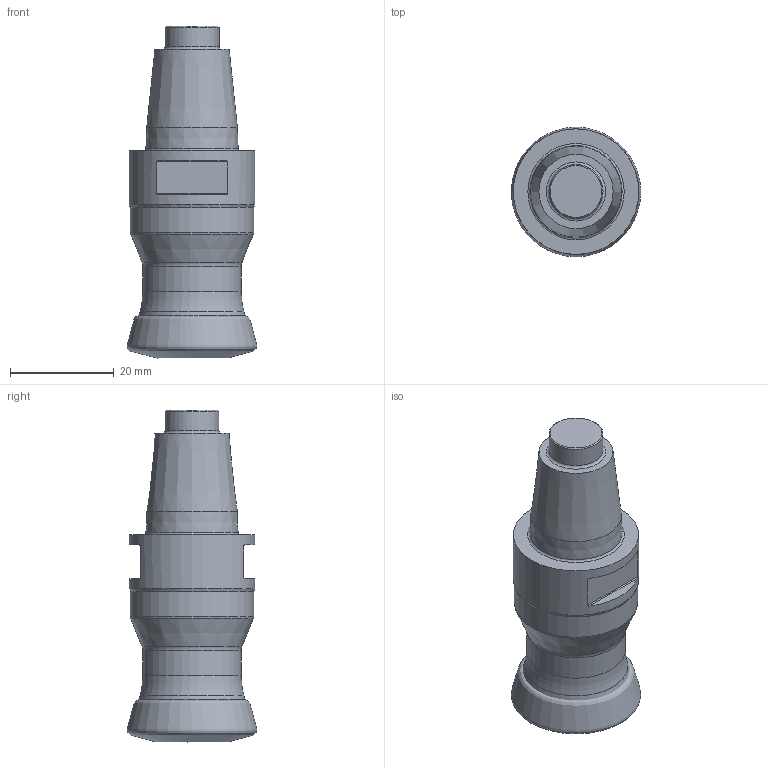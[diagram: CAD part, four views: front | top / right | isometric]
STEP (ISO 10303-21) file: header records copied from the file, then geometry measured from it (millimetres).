
FILE_DESCRIPTION(/* description */ (''),/* implementation_level */ '2;1');
FILE_NAME(/* name */ 'toolassembly_1.stp',/* time_stamp */ '2018-10-19T14:07:51+02:00',/* author */ (''),/* organization */ ('SMS'),/* preprocessor_version */ 'ST-DEVELOPER v15',/* originating_system */ 'SIEMENS PLM Software NX 8.5',/* authorisation */ '');
FILE_SCHEMA (('AUTOMOTIVE_DESIGN { 1 0 10303 214 3 1 1 1 }'));
Length unit declared in the file: millimetre
Products named in the file (4): ASSEMBLY_CONSTRUCTION; CUT_20181019140552; NOCUT_20181019140549; TOOLASSEMBLY_1
Assembly tree (3 placements, depth 2):
  TOOLASSEMBLY_1
    NOCUT_20181019140549
    CUT_20181019140552
    ASSEMBLY_CONSTRUCTION
Bounding box: 24.99 x 24.98 x 64 mm (x, y, z)
Volume: 21685.4 mm3; surface area: 6070.1 mm2
Topology: 2 solids, 2 shells, 32 faces, 70 edges, 53 vertices
Faces by surface type: plane 10, cylinder 8, torus 7, cone 6, bspline 1
Full cylindrical faces by diameter (mm): 10.4 x1, 19 x1, 23.8 x1, 24.2 x1
Entity records: 3907 total; most frequent: CARTESIAN_POINT 3114, DIRECTION 148, ORIENTED_EDGE 88, AXIS2_PLACEMENT_3D 68, EDGE_LOOP 52, EDGE_CURVE 44, FACE_BOUND 41, VERTEX_POINT 37
